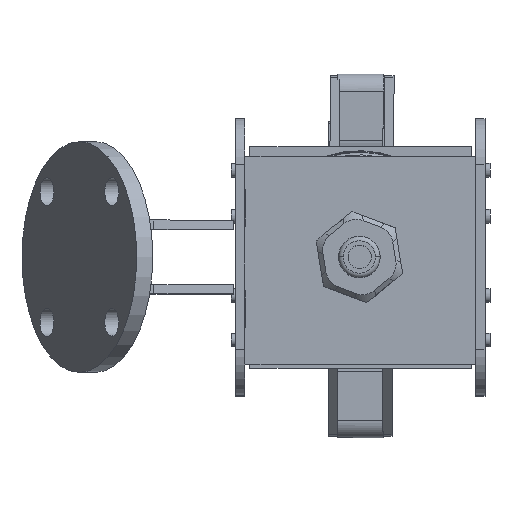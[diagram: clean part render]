
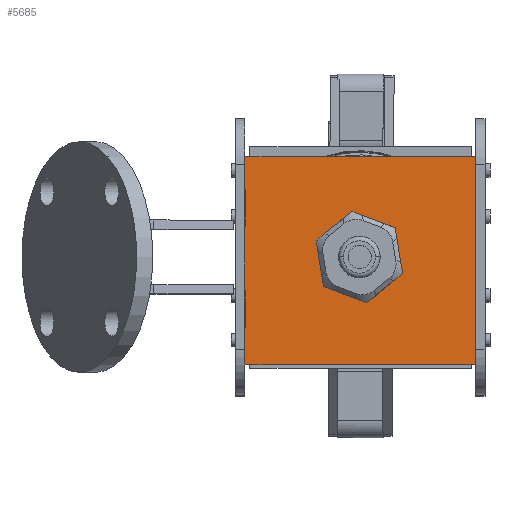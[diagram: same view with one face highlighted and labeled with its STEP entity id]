
A CAD part, top view. The second image highlights one B-rep face of the part: STEP entity #5685.
In plain terms, the highlighted planar face has unit normal (0, 0, 1).
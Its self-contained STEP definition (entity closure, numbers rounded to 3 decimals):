
#3368=CARTESIAN_POINT('Line Origine',(39.921,11.,32.)) ;
#3372=CARTESIAN_POINT('Vertex',(39.921,15.,32.)) ;
#3374=CARTESIAN_POINT('Vertex',(39.921,7.,32.)) ;
#3377=CARTESIAN_POINT('Line Origine',(39.921,0.,32.)) ;
#3381=CARTESIAN_POINT('Vertex',(39.921,-7.,32.)) ;
#3384=CARTESIAN_POINT('Line Origine',(39.921,-11.,32.)) ;
#3388=CARTESIAN_POINT('Vertex',(39.921,-15.,32.)) ;
#3391=CARTESIAN_POINT('Line Origine',(39.921,-19.,32.)) ;
#3395=CARTESIAN_POINT('Vertex',(39.921,-23.,32.)) ;
#3398=CARTESIAN_POINT('Line Origine',(39.921,-23.15,32.)) ;
#3402=CARTESIAN_POINT('Vertex',(39.921,-23.3,32.)) ;
#3472=CARTESIAN_POINT('Vertex',(39.921,21.7,32.)) ;
#3475=CARTESIAN_POINT('Line Origine',(39.921,18.35,32.)) ;
#5544=CARTESIAN_POINT('Axis2P3D Location',(0.,0.,32.)) ;
#5549=CARTESIAN_POINT('Line Origine',(-10.079,18.35,32.)) ;
#5553=CARTESIAN_POINT('Vertex',(-10.079,21.7,32.)) ;
#5555=CARTESIAN_POINT('Vertex',(-10.079,15.,32.)) ;
#5558=CARTESIAN_POINT('Line Origine',(-10.079,14.85,32.)) ;
#5562=CARTESIAN_POINT('Vertex',(-10.079,14.7,32.)) ;
#5565=CARTESIAN_POINT('Line Origine',(-9.989,14.7,32.)) ;
#5569=CARTESIAN_POINT('Vertex',(-9.9,14.7,32.)) ;
#5572=CARTESIAN_POINT('Line Origine',(-9.9,10.7,32.)) ;
#5576=CARTESIAN_POINT('Vertex',(-9.9,6.7,32.)) ;
#5579=CARTESIAN_POINT('Line Origine',(-9.989,6.7,32.)) ;
#5583=CARTESIAN_POINT('Vertex',(-10.079,6.7,32.)) ;
#5586=CARTESIAN_POINT('Line Origine',(-10.079,-0.15,32.)) ;
#5590=CARTESIAN_POINT('Vertex',(-10.079,-7.,32.)) ;
#5593=CARTESIAN_POINT('Line Origine',(-10.079,-7.15,32.)) ;
#5597=CARTESIAN_POINT('Vertex',(-10.079,-7.3,32.)) ;
#5600=CARTESIAN_POINT('Line Origine',(-9.989,-7.3,32.)) ;
#5604=CARTESIAN_POINT('Vertex',(-9.9,-7.3,32.)) ;
#5607=CARTESIAN_POINT('Line Origine',(-9.9,-11.3,32.)) ;
#5611=CARTESIAN_POINT('Vertex',(-9.9,-15.3,32.)) ;
#5614=CARTESIAN_POINT('Line Origine',(-9.989,-15.3,32.)) ;
#5618=CARTESIAN_POINT('Vertex',(-10.079,-15.3,32.)) ;
#5621=CARTESIAN_POINT('Line Origine',(-10.079,-19.15,32.)) ;
#5625=CARTESIAN_POINT('Vertex',(-10.079,-23.,32.)) ;
#5628=CARTESIAN_POINT('Line Origine',(-10.079,-23.15,32.)) ;
#5632=CARTESIAN_POINT('Vertex',(-10.079,-23.3,32.)) ;
#5635=CARTESIAN_POINT('Line Origine',(14.921,-23.3,32.)) ;
#5640=CARTESIAN_POINT('Line Origine',(14.921,21.7,32.)) ;
#5667=CARTESIAN_POINT('Axis2P3D Location',(15.1,-0.8,32.)) ;
#5671=CARTESIAN_POINT('Vertex',(8.6,-0.8,32.)) ;
#5673=CARTESIAN_POINT('Vertex',(21.6,-0.8,32.)) ;
#5676=CARTESIAN_POINT('Axis2P3D Location',(15.1,-0.8,32.)) ;
#3369=DIRECTION('Vector Direction',(0.,-1.,0.)) ;
#3378=DIRECTION('Vector Direction',(0.,1.,0.)) ;
#3385=DIRECTION('Vector Direction',(0.,-1.,0.)) ;
#3392=DIRECTION('Vector Direction',(0.,1.,0.)) ;
#3399=DIRECTION('Vector Direction',(0.,-1.,0.)) ;
#3476=DIRECTION('Vector Direction',(0.,1.,0.)) ;
#5545=DIRECTION('Axis2P3D Direction',(0.,0.,1.)) ;
#5546=DIRECTION('Axis2P3D XDirection',(1.,0.,0.)) ;
#5550=DIRECTION('Vector Direction',(0.,1.,0.)) ;
#5559=DIRECTION('Vector Direction',(0.,-1.,0.)) ;
#5566=DIRECTION('Vector Direction',(-1.,0.,0.)) ;
#5573=DIRECTION('Vector Direction',(0.,-1.,0.)) ;
#5580=DIRECTION('Vector Direction',(-1.,0.,0.)) ;
#5587=DIRECTION('Vector Direction',(0.,1.,0.)) ;
#5594=DIRECTION('Vector Direction',(0.,-1.,0.)) ;
#5601=DIRECTION('Vector Direction',(-1.,0.,0.)) ;
#5608=DIRECTION('Vector Direction',(0.,-1.,0.)) ;
#5615=DIRECTION('Vector Direction',(-1.,0.,0.)) ;
#5622=DIRECTION('Vector Direction',(0.,1.,0.)) ;
#5629=DIRECTION('Vector Direction',(0.,-1.,0.)) ;
#5636=DIRECTION('Vector Direction',(1.,0.,0.)) ;
#5641=DIRECTION('Vector Direction',(-1.,0.,0.)) ;
#5668=DIRECTION('Axis2P3D Direction',(0.,0.,1.)) ;
#5677=DIRECTION('Axis2P3D Direction',(0.,0.,1.)) ;
#5547=AXIS2_PLACEMENT_3D('Plane Axis2P3D',#5544,#5545,#5546) ;
#5669=AXIS2_PLACEMENT_3D('Circle Axis2P3D',#5667,#5668,$) ;
#5678=AXIS2_PLACEMENT_3D('Circle Axis2P3D',#5676,#5677,$) ;
#5646=ORIENTED_EDGE('',*,*,#5557,.T.) ;
#5647=ORIENTED_EDGE('',*,*,#5564,.T.) ;
#5648=ORIENTED_EDGE('',*,*,#5571,.F.) ;
#5649=ORIENTED_EDGE('',*,*,#5578,.T.) ;
#5650=ORIENTED_EDGE('',*,*,#5585,.T.) ;
#5651=ORIENTED_EDGE('',*,*,#5592,.T.) ;
#5652=ORIENTED_EDGE('',*,*,#5599,.T.) ;
#5653=ORIENTED_EDGE('',*,*,#5606,.F.) ;
#5654=ORIENTED_EDGE('',*,*,#5613,.T.) ;
#5655=ORIENTED_EDGE('',*,*,#5620,.T.) ;
#5656=ORIENTED_EDGE('',*,*,#5627,.T.) ;
#5657=ORIENTED_EDGE('',*,*,#5634,.T.) ;
#5658=ORIENTED_EDGE('',*,*,#5639,.T.) ;
#5659=ORIENTED_EDGE('',*,*,#3404,.F.) ;
#5660=ORIENTED_EDGE('',*,*,#3397,.F.) ;
#5661=ORIENTED_EDGE('',*,*,#3390,.F.) ;
#5662=ORIENTED_EDGE('',*,*,#3383,.F.) ;
#5663=ORIENTED_EDGE('',*,*,#3376,.F.) ;
#5664=ORIENTED_EDGE('',*,*,#3479,.F.) ;
#5665=ORIENTED_EDGE('',*,*,#5644,.T.) ;
#5682=ORIENTED_EDGE('',*,*,#5675,.F.) ;
#5683=ORIENTED_EDGE('',*,*,#5680,.F.) ;
#5684=FACE_BOUND('',#5681,.T.) ;
#3370=VECTOR('Line Direction',#3369,1.) ;
#3379=VECTOR('Line Direction',#3378,1.) ;
#3386=VECTOR('Line Direction',#3385,1.) ;
#3393=VECTOR('Line Direction',#3392,1.) ;
#3400=VECTOR('Line Direction',#3399,1.) ;
#3477=VECTOR('Line Direction',#3476,1.) ;
#5551=VECTOR('Line Direction',#5550,1.) ;
#5560=VECTOR('Line Direction',#5559,1.) ;
#5567=VECTOR('Line Direction',#5566,1.) ;
#5574=VECTOR('Line Direction',#5573,1.) ;
#5581=VECTOR('Line Direction',#5580,1.) ;
#5588=VECTOR('Line Direction',#5587,1.) ;
#5595=VECTOR('Line Direction',#5594,1.) ;
#5602=VECTOR('Line Direction',#5601,1.) ;
#5609=VECTOR('Line Direction',#5608,1.) ;
#5616=VECTOR('Line Direction',#5615,1.) ;
#5623=VECTOR('Line Direction',#5622,1.) ;
#5630=VECTOR('Line Direction',#5629,1.) ;
#5637=VECTOR('Line Direction',#5636,1.) ;
#5642=VECTOR('Line Direction',#5641,1.) ;
#5685=ADVANCED_FACE('PartBody',(#5666,#5684),#5548,.T.) ;
#5670=CIRCLE('generated circle',#5669,6.5) ;
#5679=CIRCLE('generated circle',#5678,6.5) ;
#3376=EDGE_CURVE('',#3373,#3375,#3371,.T.) ;
#3383=EDGE_CURVE('',#3375,#3382,#3380,.F.) ;
#3390=EDGE_CURVE('',#3382,#3389,#3387,.T.) ;
#3397=EDGE_CURVE('',#3389,#3396,#3394,.F.) ;
#3404=EDGE_CURVE('',#3396,#3403,#3401,.T.) ;
#3479=EDGE_CURVE('',#3473,#3373,#3478,.F.) ;
#5557=EDGE_CURVE('',#5554,#5556,#5552,.F.) ;
#5564=EDGE_CURVE('',#5556,#5563,#5561,.T.) ;
#5571=EDGE_CURVE('',#5570,#5563,#5568,.T.) ;
#5578=EDGE_CURVE('',#5570,#5577,#5575,.T.) ;
#5585=EDGE_CURVE('',#5577,#5584,#5582,.T.) ;
#5592=EDGE_CURVE('',#5584,#5591,#5589,.F.) ;
#5599=EDGE_CURVE('',#5591,#5598,#5596,.T.) ;
#5606=EDGE_CURVE('',#5605,#5598,#5603,.T.) ;
#5613=EDGE_CURVE('',#5605,#5612,#5610,.T.) ;
#5620=EDGE_CURVE('',#5612,#5619,#5617,.T.) ;
#5627=EDGE_CURVE('',#5619,#5626,#5624,.F.) ;
#5634=EDGE_CURVE('',#5626,#5633,#5631,.T.) ;
#5639=EDGE_CURVE('',#5633,#3403,#5638,.T.) ;
#5644=EDGE_CURVE('',#3473,#5554,#5643,.T.) ;
#5675=EDGE_CURVE('',#5672,#5674,#5670,.T.) ;
#5680=EDGE_CURVE('',#5674,#5672,#5679,.T.) ;
#5645=EDGE_LOOP('',(#5646,#5647,#5648,#5649,#5650,#5651,#5652,#5653,#5654,#5655,#5656,#5657,#5658,#5659,#5660,#5661,#5662,#5663,#5664,#5665)) ;
#5681=EDGE_LOOP('',(#5682,#5683)) ;
#5666=FACE_OUTER_BOUND('',#5645,.T.) ;
#3371=LINE('Line',#3368,#3370) ;
#3380=LINE('Line',#3377,#3379) ;
#3387=LINE('Line',#3384,#3386) ;
#3394=LINE('Line',#3391,#3393) ;
#3401=LINE('Line',#3398,#3400) ;
#3478=LINE('Line',#3475,#3477) ;
#5552=LINE('Line',#5549,#5551) ;
#5561=LINE('Line',#5558,#5560) ;
#5568=LINE('Line',#5565,#5567) ;
#5575=LINE('Line',#5572,#5574) ;
#5582=LINE('Line',#5579,#5581) ;
#5589=LINE('Line',#5586,#5588) ;
#5596=LINE('Line',#5593,#5595) ;
#5603=LINE('Line',#5600,#5602) ;
#5610=LINE('Line',#5607,#5609) ;
#5617=LINE('Line',#5614,#5616) ;
#5624=LINE('Line',#5621,#5623) ;
#5631=LINE('Line',#5628,#5630) ;
#5638=LINE('Line',#5635,#5637) ;
#5643=LINE('Line',#5640,#5642) ;
#5548=PLANE('Plane',#5547) ;
#3373=VERTEX_POINT('',#3372) ;
#3375=VERTEX_POINT('',#3374) ;
#3382=VERTEX_POINT('',#3381) ;
#3389=VERTEX_POINT('',#3388) ;
#3396=VERTEX_POINT('',#3395) ;
#3403=VERTEX_POINT('',#3402) ;
#3473=VERTEX_POINT('',#3472) ;
#5554=VERTEX_POINT('',#5553) ;
#5556=VERTEX_POINT('',#5555) ;
#5563=VERTEX_POINT('',#5562) ;
#5570=VERTEX_POINT('',#5569) ;
#5577=VERTEX_POINT('',#5576) ;
#5584=VERTEX_POINT('',#5583) ;
#5591=VERTEX_POINT('',#5590) ;
#5598=VERTEX_POINT('',#5597) ;
#5605=VERTEX_POINT('',#5604) ;
#5612=VERTEX_POINT('',#5611) ;
#5619=VERTEX_POINT('',#5618) ;
#5626=VERTEX_POINT('',#5625) ;
#5633=VERTEX_POINT('',#5632) ;
#5672=VERTEX_POINT('',#5671) ;
#5674=VERTEX_POINT('',#5673) ;
